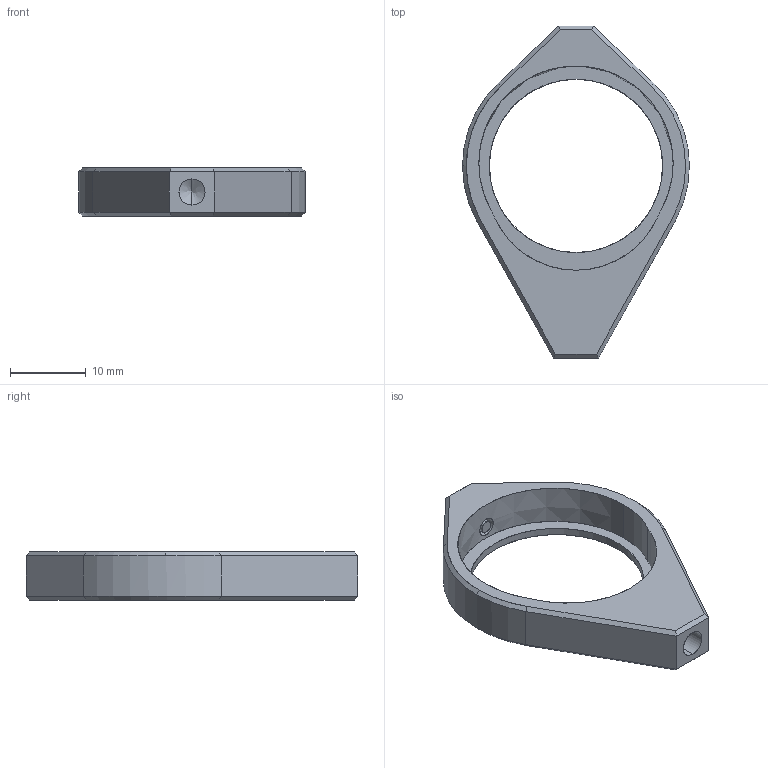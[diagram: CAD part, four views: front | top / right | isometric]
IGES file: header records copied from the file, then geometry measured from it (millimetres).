
Start section: SolidWorks IGES file using analytic representation for surfaces
Global section: file name: Web Model 13591_13591.igs; native system: SolidWorks 2018; preprocessor: SolidWorks 2018; author: mabramson; date: 191031.090928; units: millimetre
Bounding box: 30 x 43.9 x 6.35 mm (x, y, z)
Surface area: 2320.9 mm2 (no closed solid volume)
Topology: 0 solids, 0 shells, 90 faces, 933 edges, 927 vertices
Faces by surface type: revolution 52, bspline 38
